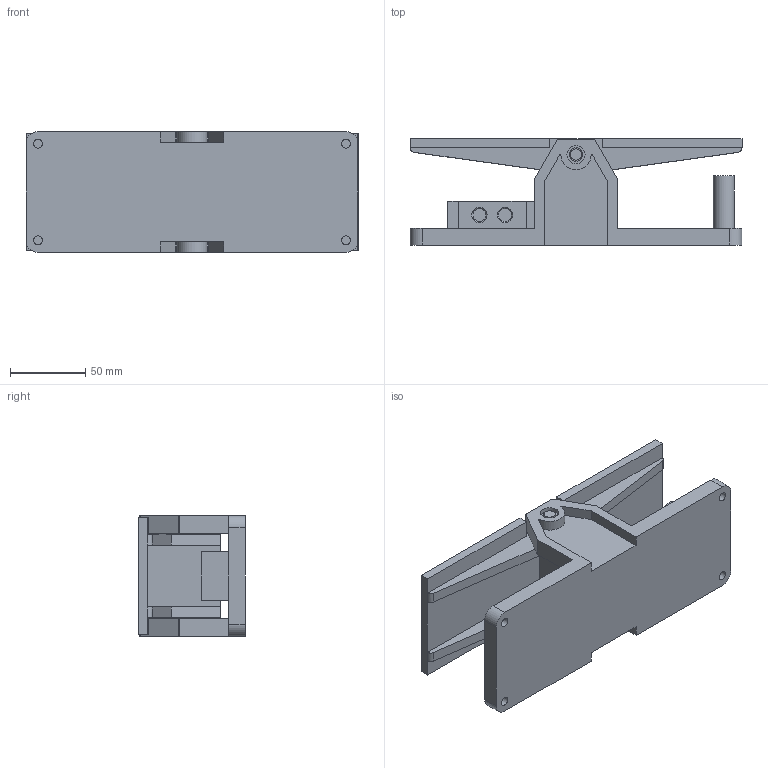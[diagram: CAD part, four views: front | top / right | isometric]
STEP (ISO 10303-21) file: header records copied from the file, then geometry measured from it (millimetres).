
FILE_DESCRIPTION((''),'2;1');
FILE_NAME('228_32_10_1.stp','2006-12-19T11:40:14',('rivolro1'),(''),'Autodesk Inventor 11','Autodesk Inventor 11','');
FILE_SCHEMA(('AUTOMOTIVE_DESIGN { 1 0 10303 214 1 1 1 1 }'));
Length unit declared in the file: millimetre
Products named in the file (3): 228_32_10_1; 228_32_10_1(B); 228_32_10_1(A)
Assembly tree (2 placements, depth 2):
  228_32_10_1
    228_32_10_1(B)
    228_32_10_1(A)
Bounding box: 220 x 70.5 x 80 mm (x, y, z)
Volume: 417040.7 mm3; surface area: 115983.6 mm2
Topology: 2 solids, 2 shells, 130 faces, 330 edges, 217 vertices
Faces by surface type: plane 69, bspline 37, cylinder 24
Full cylindrical faces by diameter (mm): 7.5 x1, 9 x2, 12 x1, 14 x1
Entity records: 4140 total; most frequent: CARTESIAN_POINT 1034, ORIENTED_EDGE 614, DIRECTION 590, EDGE_CURVE 307, VECTOR 220, LINE 220, VERTEX_POINT 215, AXIS2_PLACEMENT_3D 185
